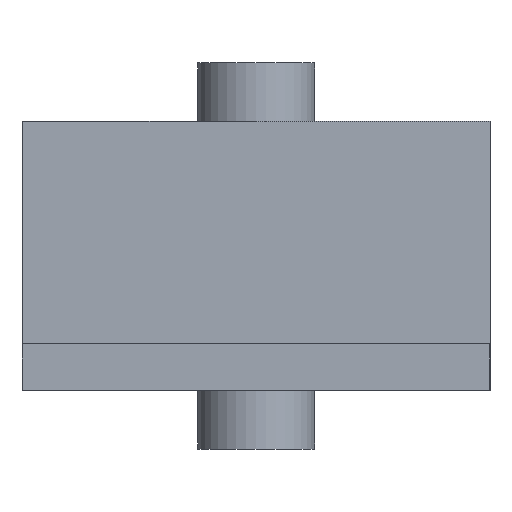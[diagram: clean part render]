
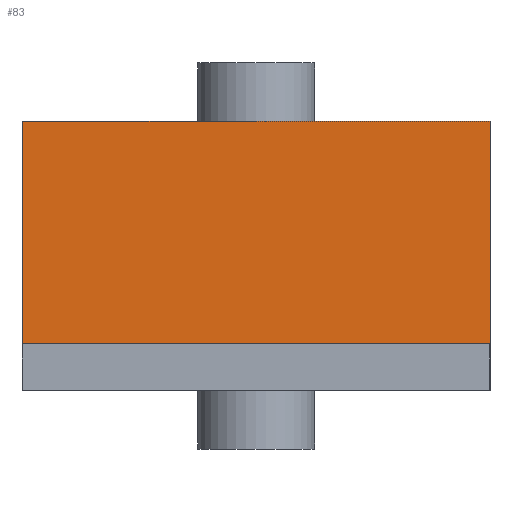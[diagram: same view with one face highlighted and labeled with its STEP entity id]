
A CAD part, left-side view. The second image highlights one B-rep face of the part: STEP entity #83.
In plain terms, the highlighted planar face has unit normal (-1, 0, 0).
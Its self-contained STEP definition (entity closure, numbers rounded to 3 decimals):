
#83=ADVANCED_FACE('',(#165),#166,.T.);
#165=FACE_OUTER_BOUND('',#243,.T.);
#166=PLANE('',#244);
#243=EDGE_LOOP('',(#403,#404,#405,#406));
#244=AXIS2_PLACEMENT_3D('',#407,#408,#409);
#403=ORIENTED_EDGE('',*,*,#505,.T.);
#404=ORIENTED_EDGE('',*,*,#506,.F.);
#405=ORIENTED_EDGE('',*,*,#501,.T.);
#406=ORIENTED_EDGE('',*,*,#490,.T.);
#407=CARTESIAN_POINT('',(38.,-20.0,23.0));
#408=DIRECTION('',(-1.0,0.0,0.));
#409=DIRECTION('',(0.,0.0,1.0));
#490=EDGE_CURVE('',#586,#584,#587,.T.);
#501=EDGE_CURVE('',#600,#586,#601,.T.);
#505=EDGE_CURVE('',#584,#606,#607,.T.);
#506=EDGE_CURVE('',#600,#606,#608,.T.);
#584=VERTEX_POINT('',#705);
#586=VERTEX_POINT('',#708);
#587=LINE('',#709,#710);
#600=VERTEX_POINT('',#727);
#601=LINE('',#728,#729);
#606=VERTEX_POINT('',#736);
#607=LINE('',#737,#738);
#608=LINE('',#739,#740);
#705=CARTESIAN_POINT('',(38.0,-20.0,4.0));
#708=CARTESIAN_POINT('',(38.0,20.0,4.0));
#709=CARTESIAN_POINT('',(38.,-20.0,4.0));
#710=VECTOR('',#813,1000.0);
#727=CARTESIAN_POINT('',(38.,20.0,23.0));
#728=CARTESIAN_POINT('',(38.,20.0,23.0));
#729=VECTOR('',#824,1000.0);
#736=CARTESIAN_POINT('',(38.,-20.0,23.0));
#737=CARTESIAN_POINT('',(38.0,-20.0,11.5));
#738=VECTOR('',#827,1000.0);
#739=CARTESIAN_POINT('',(38.,-20.0,23.0));
#740=VECTOR('',#828,1000.0);
#813=DIRECTION('',(0.0,-1.0,0.0));
#824=DIRECTION('',(0.,0.0,-1.0));
#827=DIRECTION('',(0.0,0.0,1.0));
#828=DIRECTION('',(0.0,-1.0,0.0));
